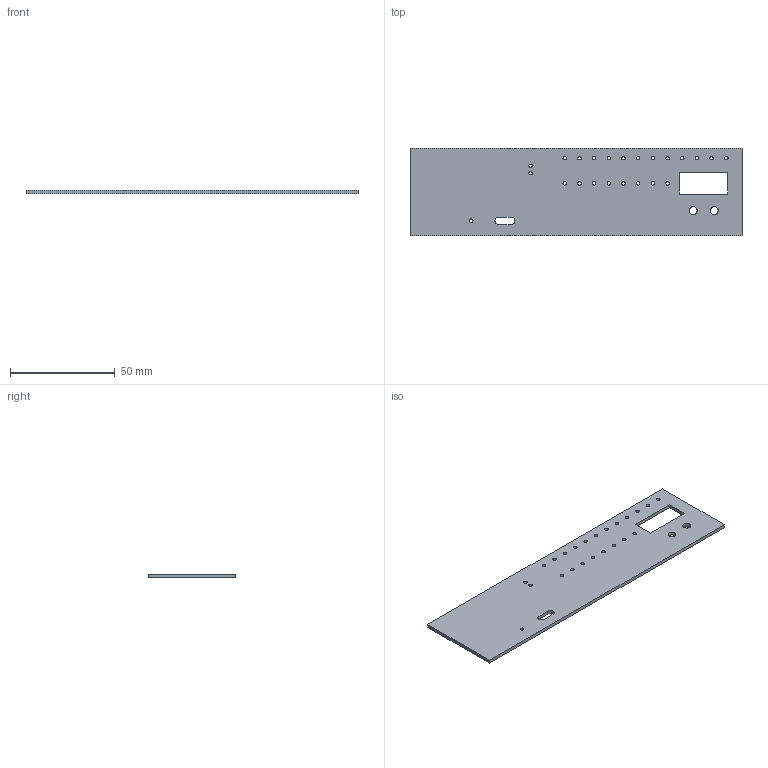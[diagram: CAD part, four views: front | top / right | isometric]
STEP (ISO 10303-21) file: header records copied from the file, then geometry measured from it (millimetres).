
FILE_DESCRIPTION(/* description */ (''),/* implementation_level */ '2;1');
FILE_NAME(/* name */ 'Konfiguration 1.step',/* time_stamp */ '2024-12-09T14:59:51+01:00',/* author */ (''),/* organization */ (''),/* preprocessor_version */ 'ST-DEVELOPER v20',/* originating_system */ 'Autodesk Translation Framework v13.20.0.188',/* authorisation */ '');
FILE_SCHEMA (('AUTOMOTIVE_DESIGN { 1 0 10303 214 3 1 1 }'));
Length unit declared in the file: millimetre
Products named in the file (1): Konfiguration 1
Bounding box: 158.3 x 41.75 x 1.7 mm (x, y, z)
Volume: 10657.2 mm3; surface area: 13619.4 mm2
Topology: 1 solids, 1 shells, 43 faces, 123 edges, 82 vertices
Faces by surface type: cylinder 29, plane 14
Full cylindrical faces by diameter (mm): 1.7 x23, 3.8 x2
Entity records: 1576 total; most frequent: DIRECTION 269, CARTESIAN_POINT 249, ORIENTED_EDGE 246, EDGE_CURVE 123, AXIS2_PLACEMENT_3D 102, EDGE_LOOP 97, VERTEX_POINT 82, LINE 65
